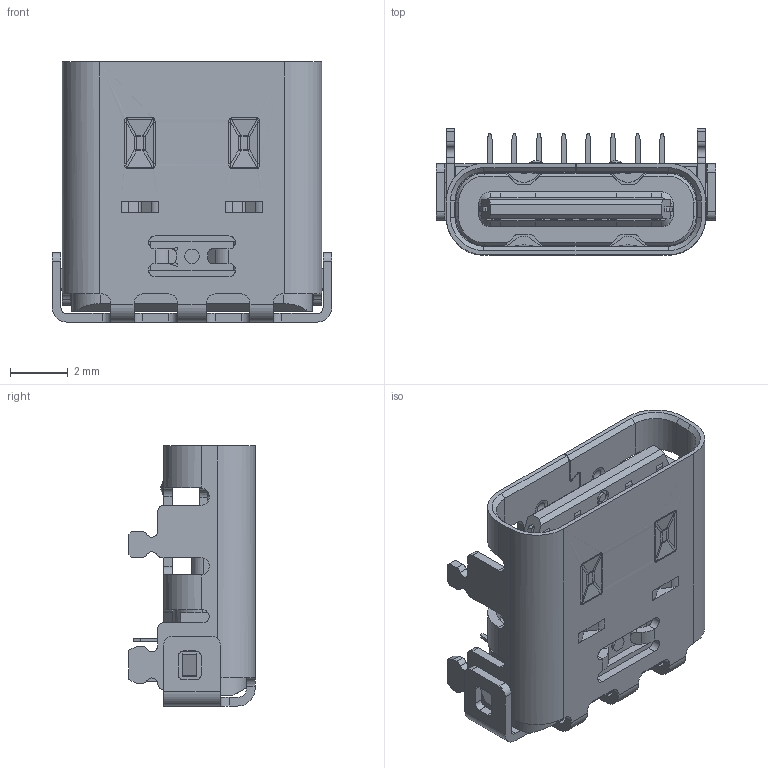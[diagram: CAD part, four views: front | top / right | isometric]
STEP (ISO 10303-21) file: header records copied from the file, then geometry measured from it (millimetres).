
FILE_DESCRIPTION( ( 'STEP AP214' ), '1' );
FILE_NAME( '2137160001.stp', '2021-03-10T01:38:27', ( 'License CC BY-ND 4.0' ), ( 'CADENAS' ), ' ', 'PARTsolutions', ' ' );
FILE_SCHEMA( ( 'AUTOMOTIVE_DESIGN { 1 0 10303 214 1 1 1 1 }' ) );
Length unit declared in the file: millimetre
Products named in the file (66): 2137160001; 1
Assembly tree (65 placements, depth 2):
  2137160001
    1
    1
    1
    1
    1
    1
    1
    1
    1
    1
    1
    1
    1
    1
    1
    1
    1
    1
    1
    1
    1
    1
    1
    1
    1
    1
    1
    1
    1
    1
    1
    1
    1
    1
    1
    1
    1
    1
    1
    1
    1
    1
    1
    1
    1
    1
    1
    1
    1
    1
    1
    1
    1
    1
    1
    1
    1
    1
    1
Bounding box: 9.64 x 4.36 x 8.97 mm (x, y, z)
Volume: 0.3 mm3; surface area: 564.2 mm2
Topology: 2 solids, 3 shells, 958 faces, 2813 edges, 1925 vertices
Faces by surface type: plane 647, cylinder 269, sphere 18, cone 12, bspline 8, torus 4
Full cylindrical faces by diameter (mm): 0.3 x1, 0.5 x1, 0.55 x1
Entity records: 33297 total; most frequent: CARTESIAN_POINT 6962, ORIENTED_EDGE 5438, DIRECTION 5074, EDGE_CURVE 2724, LINE 1938, VECTOR 1938, VERTEX_POINT 1796, AXIS2_PLACEMENT_3D 1568
